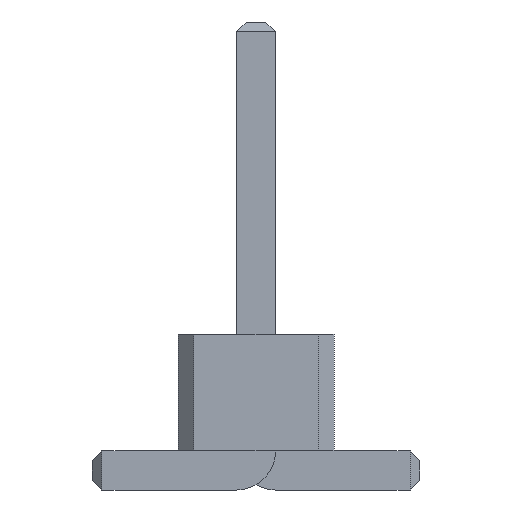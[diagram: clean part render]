
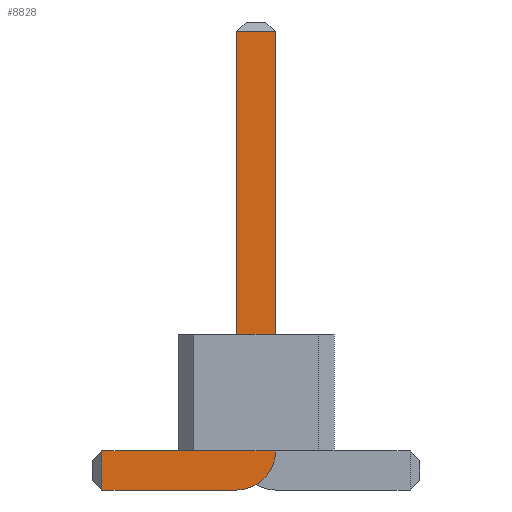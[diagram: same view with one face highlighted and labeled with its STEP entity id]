
A CAD part, front view. The second image highlights one B-rep face of the part: STEP entity #8828.
In plain terms, the highlighted planar face has unit normal (0, -1, 0).
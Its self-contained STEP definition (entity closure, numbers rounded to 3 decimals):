
#13=DIRECTION('',(0.,0.,1.));
#27=VECTOR('',#13,1.);
#56=DIRECTION('',(0.,-1.,0.));
#67=DIRECTION('',(1.,0.,0.));
#1865=VECTOR('',#67,1.);
#1918=DIRECTION('',(-1.,0.,0.));
#3713=VECTOR('',#1918,1.);
#3959=DIRECTION('',(0.,0.,-1.));
#3976=VECTOR('',#3959,1.);
#8683=DIRECTION('',(0.,-1.,0.));
#8684=DIRECTION('',(-1.,0.,0.));
#8691=VERTEX_POINT('',#8692);
#8692=CARTESIAN_POINT('',(-1.975,-31.25,0.));
#8694=ORIENTED_EDGE('',*,*,#8695,.T.);
#8695=EDGE_CURVE('',#8691,#8696,#8698,.T.);
#8696=VERTEX_POINT('',#8697);
#8697=CARTESIAN_POINT('',(-0.25,-31.25,0.));
#8698=LINE('',#8699,#1865);
#8699=CARTESIAN_POINT('',(-2.1,-31.25,0.));
#8731=VERTEX_POINT('',#8732);
#8732=CARTESIAN_POINT('',(0.25,-31.25,0.5));
#8735=EDGE_CURVE('',#8696,#8731,#8736,.T.);
#8736=CIRCLE('',#8737,0.5);
#8737=AXIS2_PLACEMENT_3D('',#8738,#56,#3959);
#8738=CARTESIAN_POINT('',(-0.25,-31.25,0.5));
#8746=VERTEX_POINT('',#8738);
#8748=ORIENTED_EDGE('',*,*,#8749,.T.);
#8749=EDGE_CURVE('',#8746,#8750,#8752,.T.);
#8750=VERTEX_POINT('',#8751);
#8751=CARTESIAN_POINT('',(-1.975,-31.25,0.5));
#8752=LINE('',#8738,#3713);
#8762=ORIENTED_EDGE('',*,*,#8763,.T.);
#8763=EDGE_CURVE('',#8731,#8764,#8766,.T.);
#8764=VERTEX_POINT('',#8765);
#8765=CARTESIAN_POINT('',(0.25,-31.25,5.875));
#8766=LINE('',#8767,#27);
#8767=CARTESIAN_POINT('',(0.25,-31.25,0.));
#8779=VERTEX_POINT('',#8780);
#8780=CARTESIAN_POINT('',(-0.25,-31.25,5.875));
#8782=ORIENTED_EDGE('',*,*,#8783,.T.);
#8783=EDGE_CURVE('',#8779,#8746,#8784,.T.);
#8784=LINE('',#8785,#3976);
#8785=CARTESIAN_POINT('',(-0.25,-31.25,6.));
#8828=ADVANCED_FACE('',(#8829),#8838,.T.);
#8829=FACE_BOUND('',#8830,.T.);
#8830=EDGE_LOOP('',(#8694,#8831,#8762,#8832,#8782,#8748,#8835));
#8831=ORIENTED_EDGE('',*,*,#8735,.T.);
#8832=ORIENTED_EDGE('',*,*,#8833,.T.);
#8833=EDGE_CURVE('',#8764,#8779,#8834,.T.);
#8834=LINE('',#8765,#3713);
#8835=ORIENTED_EDGE('',*,*,#8836,.T.);
#8836=EDGE_CURVE('',#8750,#8691,#8837,.T.);
#8837=LINE('',#8751,#3976);
#8838=PLANE('',#8839);
#8839=AXIS2_PLACEMENT_3D('',#8840,#8683,#8684);
#8840=CARTESIAN_POINT('',(-0.316,-31.25,2.391));
